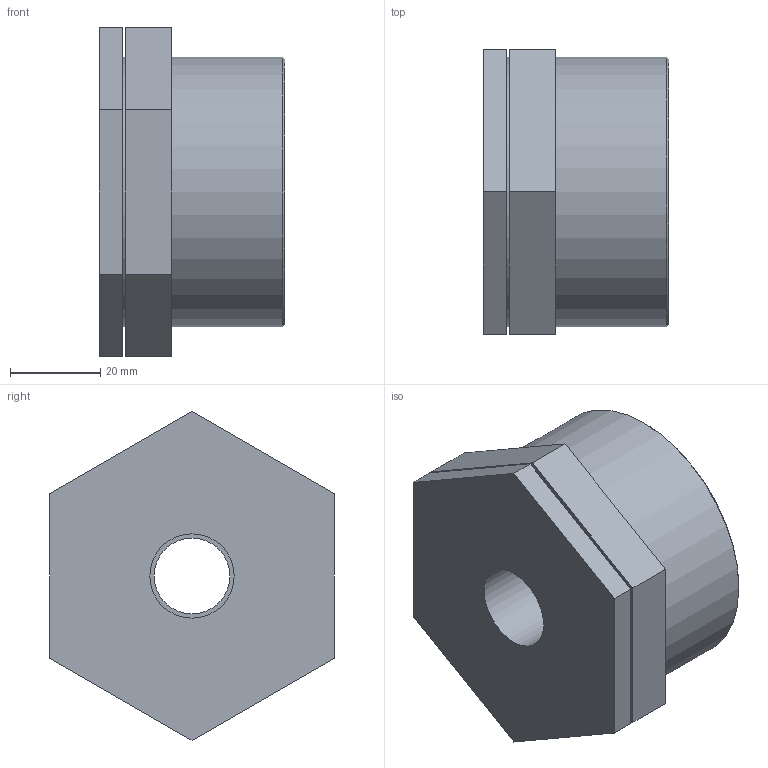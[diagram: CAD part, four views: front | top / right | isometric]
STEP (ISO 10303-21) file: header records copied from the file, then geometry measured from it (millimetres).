
FILE_DESCRIPTION(/* description */ ('PLASSON REDUCING BUSHING 2"-1/2"'),/* implementation_level */ '2;1');
FILE_NAME(/* name */ '050207020005_0502070200050A.ipt.stp',/* time_stamp */ '2017-06-18T09:20:35+03:00',/* author */ ('KIM'),/* organization */ (''),/* preprocessor_version */ 'ST-DEVELOPER v15.6',/* originating_system */ 'Autodesk Inventor 2015',/* authorisation */ '');
FILE_SCHEMA (('AUTOMOTIVE_DESIGN { 1 0 10303 214 3 1 1 }'));
Length unit declared in the file: millimetre
Products named in the file (1): 050207020005_0502070200050A
Bounding box: 41 x 63 x 72.75 mm (x, y, z)
Volume: 53023 mm3; surface area: 22567.1 mm2
Topology: 1 solids, 1 shells, 27 faces, 58 edges, 38 vertices
Faces by surface type: plane 19, cylinder 6, torus 1, cone 1
Full cylindrical faces by diameter (mm): 16.768 x1, 18.631 x1, 22.357 x1, 53.653 x1, 59.614 x2
Entity records: 708 total; most frequent: DIRECTION 118, CARTESIAN_POINT 114, ORIENTED_EDGE 98, EDGE_CURVE 49, EDGE_LOOP 42, AXIS2_PLACEMENT_3D 41, VERTEX_POINT 37, LINE 36
